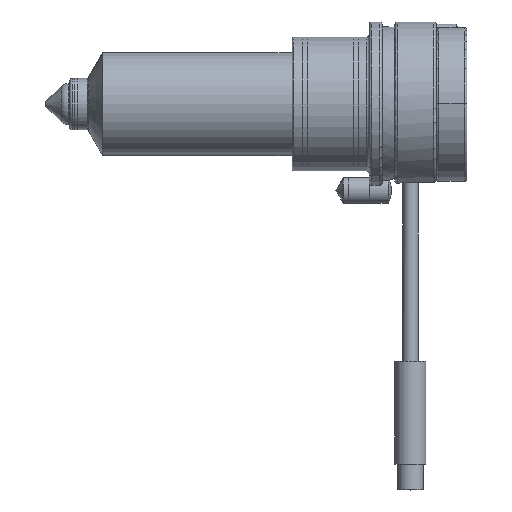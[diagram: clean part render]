
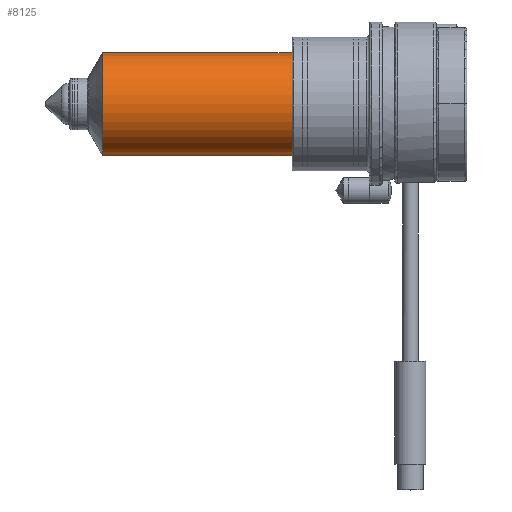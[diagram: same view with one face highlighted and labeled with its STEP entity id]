
A CAD part, top view. The second image highlights one B-rep face of the part: STEP entity #8125.
In plain terms, the highlighted cylindrical face has radius 10 mm (diameter 20 mm), a partial arc.
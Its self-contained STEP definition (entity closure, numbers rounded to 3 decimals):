
#325 = DIRECTION ( 'NONE',  ( 0., 0., -1. ) ) ;
#380 = AXIS2_PLACEMENT_3D ( 'NONE', #13931, #2590, #12890 ) ;
#565 = VERTEX_POINT ( 'NONE', #3146 ) ;
#639 = ORIENTED_EDGE ( 'NONE', *, *, #9432, .T. ) ;
#872 = CARTESIAN_POINT ( 'NONE',  ( 10., 0., 0. ) ) ;
#1159 = DIRECTION ( 'NONE',  ( -1., 0., 0. ) ) ;
#1469 = CARTESIAN_POINT ( 'NONE',  ( -10., 0., 0. ) ) ;
#1471 = EDGE_CURVE ( 'NONE', #6146, #12556, #2829, .T. ) ;
#1800 = AXIS2_PLACEMENT_3D ( 'NONE', #1816, #4257, #2981 ) ;
#1816 = CARTESIAN_POINT ( 'NONE',  ( 0., 0., -48. ) ) ;
#2590 = DIRECTION ( 'NONE',  ( 0., 0., -1. ) ) ;
#2815 = ORIENTED_EDGE ( 'NONE', *, *, #1471, .F. ) ;
#2829 = CIRCLE ( 'NONE', #1800, 10. ) ;
#2981 = DIRECTION ( 'NONE',  ( -1., 0., 0. ) ) ;
#3146 = CARTESIAN_POINT ( 'NONE',  ( 10., 0., -11.214 ) ) ;
#3838 = EDGE_LOOP ( 'NONE', ( #7347, #639, #2815, #5909 ) ) ;
#4257 = DIRECTION ( 'NONE',  ( 0., 0., -1. ) ) ;
#5022 = CARTESIAN_POINT ( 'NONE',  ( -10., 0., -48. ) ) ;
#5560 = CARTESIAN_POINT ( 'NONE',  ( 10., 0., -48. ) ) ;
#5776 = LINE ( 'NONE', #1469, #14551 ) ;
#5909 = ORIENTED_EDGE ( 'NONE', *, *, #6815, .F. ) ;
#6146 = VERTEX_POINT ( 'NONE', #5022 ) ;
#6815 = EDGE_CURVE ( 'NONE', #10379, #6146, #5776, .T. ) ;
#7200 = FACE_OUTER_BOUND ( 'NONE', #3838, .T. ) ;
#7347 = ORIENTED_EDGE ( 'NONE', *, *, #10591, .T. ) ;
#7407 = AXIS2_PLACEMENT_3D ( 'NONE', #7878, #10327, #1159 ) ;
#7878 = CARTESIAN_POINT ( 'NONE',  ( 0., 0., -11.214 ) ) ;
#8125 = ADVANCED_FACE ( 'NONE', ( #7200 ), #11482, .T. ) ;
#9107 = VECTOR ( 'NONE', #11020, 1000. ) ;
#9432 = EDGE_CURVE ( 'NONE', #565, #12556, #10688, .T. ) ;
#10327 = DIRECTION ( 'NONE',  ( 0., 0., -1. ) ) ;
#10379 = VERTEX_POINT ( 'NONE', #11971 ) ;
#10591 = EDGE_CURVE ( 'NONE', #10379, #565, #11773, .T. ) ;
#10688 = LINE ( 'NONE', #872, #9107 ) ;
#11020 = DIRECTION ( 'NONE',  ( 0., 0., -1. ) ) ;
#11482 = CYLINDRICAL_SURFACE ( 'NONE', #380, 10. ) ;
#11773 = CIRCLE ( 'NONE', #7407, 10. ) ;
#11971 = CARTESIAN_POINT ( 'NONE',  ( -10., 0., -11.214 ) ) ;
#12556 = VERTEX_POINT ( 'NONE', #5560 ) ;
#12890 = DIRECTION ( 'NONE',  ( -1., 0., 0. ) ) ;
#13931 = CARTESIAN_POINT ( 'NONE',  ( 0., 0., 0. ) ) ;
#14551 = VECTOR ( 'NONE', #325, 1000. ) ;
